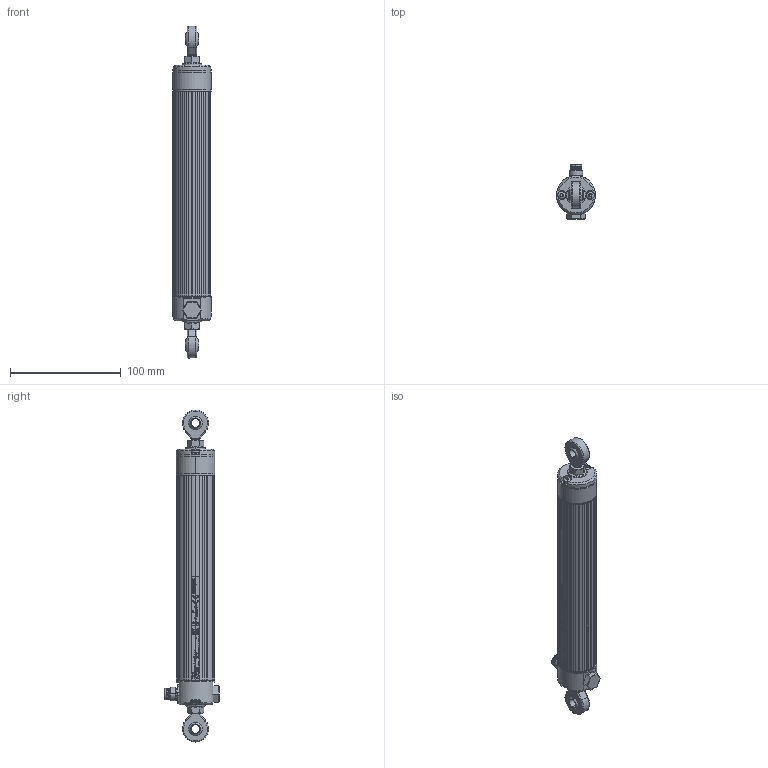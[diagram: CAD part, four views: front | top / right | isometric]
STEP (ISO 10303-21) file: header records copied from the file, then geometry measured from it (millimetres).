
FILE_DESCRIPTION (( 'STEP AP214' ), '1' );
FILE_NAME ('LWX-0100-003-101_retracted.STEP', '2014-07-02T11:59:59', ( 'dummy' ), ( 'Microsoft' ), 'SwSTEP 2.0', 'SolidWorks 2013', '' );
FILE_SCHEMA (( 'AUTOMOTIVE_DESIGN' ));
Length unit declared in the file: millimetre
Products named in the file (1): LWX-0100-003-101_retracted
Bounding box: 35 x 48.9 x 299.64 mm (x, y, z)
Surface area: 38532.8 mm2 (no closed solid volume)
Topology: 0 solids, 113 shells, 612 faces, 3471 edges, 2963 vertices
Faces by surface type: plane 264, cylinder 202, cone 83, torus 27, bspline 20, sphere 16
Entity records: 51076 total; most frequent: CARTESIAN_POINT 19233, ORIENTED_EDGE 4751, DIRECTION 4505, EDGE_CURVE 3471, VERTEX_POINT 2963, VECTOR 1657, LINE 1657, AXIS2_PLACEMENT_3D 1424
